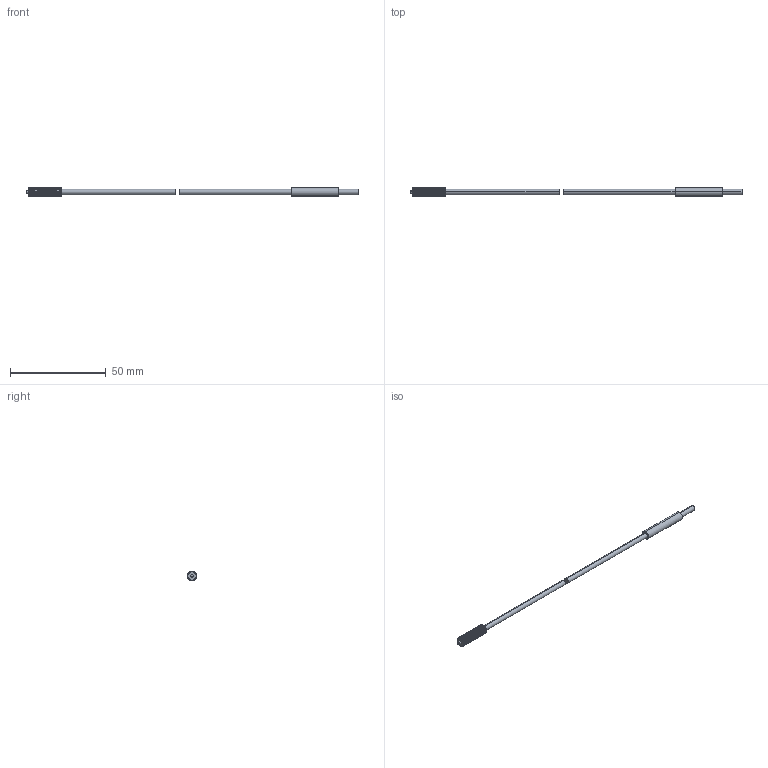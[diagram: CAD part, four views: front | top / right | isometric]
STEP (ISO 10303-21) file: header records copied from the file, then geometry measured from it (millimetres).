
FILE_DESCRIPTION(('STEP AP203'),'1');
FILE_NAME('PT5M3CB-L.stp','2015-10-16T06:36:45',(' '),(' '),'Spatial InterOp 3D',' ',' ');
FILE_SCHEMA(('CONFIG_CONTROL_DESIGN'));
Length unit declared in the file: millimetre
Products named in the file (2): 1; 2
Bounding box: 173.5 x 4.99 x 5 mm (x, y, z)
Volume: 1480.6 mm3; surface area: 1986.4 mm2
Topology: 2 solids, 2 shells, 91 faces, 252 edges, 167 vertices
Faces by surface type: cylinder 79, plane 7, bspline 3, sphere 2
Entity records: 62747 total; most frequent: CARTESIAN_POINT 60755, ORIENTED_EDGE 500, DIRECTION 310, EDGE_CURVE 250, VERTEX_POINT 167, AXIS2_PLACEMENT_3D 116, EDGE_LOOP 95, ADVANCED_FACE 91
